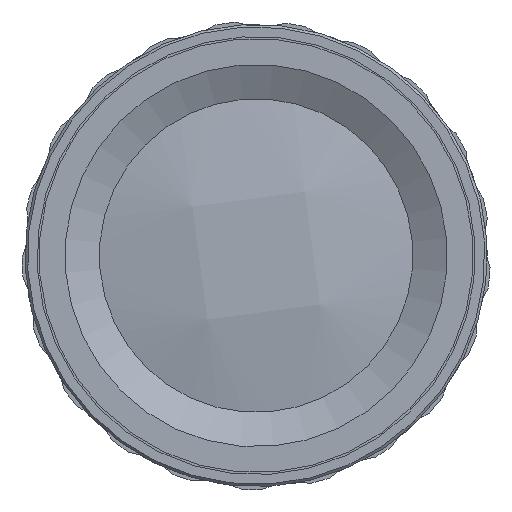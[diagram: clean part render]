
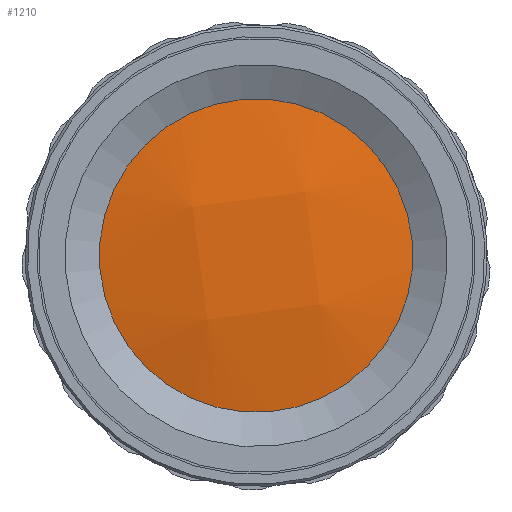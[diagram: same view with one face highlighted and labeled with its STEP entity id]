
A CAD part, left-side view. The second image highlights one B-rep face of the part: STEP entity #1210.
In plain terms, the highlighted free-form (B-spline) face has degree [3, 3] with [4, 4] control points.
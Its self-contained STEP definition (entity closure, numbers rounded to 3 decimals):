
#31 = CARTESIAN_POINT ( 'NONE',  ( -50.26, -16.184, 110.599 ) ) ;
#245 = EDGE_CURVE ( 'NONE', #1647, #1647, #3585, .T. ) ;
#308 = CARTESIAN_POINT ( 'NONE',  ( -50.24, -10.563, 152.961 ) ) ;
#337 = CARTESIAN_POINT ( 'NONE',  ( -50.288, 24.958, 105.144 ) ) ;
#411 = FACE_OUTER_BOUND ( 'NONE', #1287, .T. ) ;
#973 = CARTESIAN_POINT ( 'NONE',  ( -52.735, 7.247, 129. ) ) ;
#1092 = CARTESIAN_POINT ( 'NONE',  ( -56.798, 13.468, 120.91 ) ) ;
#1185 =( BOUNDED_SURFACE ( )  B_SPLINE_SURFACE ( 3, 3, ( 
 ( #31, #3994, #4415, #337 ),
 ( #2574, #2882, #1092, #1472 ),
 ( #3622, #2507, #1424, #2236 ),
 ( #308, #2936, #2909, #4396 ) ),
 .UNSPECIFIED., .F., .F., .T. ) 
 B_SPLINE_SURFACE_WITH_KNOTS ( ( 4, 4 ),
 ( 4, 4 ),
 ( 0., 1. ),
 ( 0., 1. ),
 .UNSPECIFIED. ) 
 GEOMETRIC_REPRESENTATION_ITEM ( )  RATIONAL_B_SPLINE_SURFACE ( (
 ( 1., 0.983, 0.983, 1.),
 ( 0.982, 0.965, 0.965, 0.982),
 ( 0.982, 0.965, 0.965, 0.982),
 ( 1., 0.983, 0.983, 1.) ) ) 
 REPRESENTATION_ITEM ( '' )  SURFACE ( )  );
#1210 = ADVANCED_FACE ( 'NONE', ( #411 ), #1185, .T. ) ;
#1287 = EDGE_LOOP ( 'NONE', ( #1497 ) ) ;
#1351 = DIRECTION ( 'NONE',  ( 0., 0.991, -0.131 ) ) ;
#1424 = CARTESIAN_POINT ( 'NONE',  ( -56.791, 15.374, 135.282 ) ) ;
#1472 = CARTESIAN_POINT ( 'NONE',  ( -53.496, 27.553, 119.042 ) ) ;
#1497 = ORIENTED_EDGE ( 'NONE', *, *, #245, .T. ) ;
#1647 = VERTEX_POINT ( 'NONE', #3031 ) ;
#1903 = AXIS2_PLACEMENT_3D ( 'NONE', #973, #4629, #1351 ) ;
#2236 = CARTESIAN_POINT ( 'NONE',  ( -53.489, 29.457, 133.415 ) ) ;
#2507 = CARTESIAN_POINT ( 'NONE',  ( -56.782, 0.915, 137.199 ) ) ;
#2574 = CARTESIAN_POINT ( 'NONE',  ( -53.468, -15.072, 124.694 ) ) ;
#2882 = CARTESIAN_POINT ( 'NONE',  ( -56.789, -0.992, 122.827 ) ) ;
#2909 = CARTESIAN_POINT ( 'NONE',  ( -53.454, 16.979, 149.309 ) ) ;
#2936 = CARTESIAN_POINT ( 'NONE',  ( -53.445, 3.025, 151.159 ) ) ;
#3031 = CARTESIAN_POINT ( 'NONE',  ( -52.735, 28.065, 126.24 ) ) ;
#3585 = CIRCLE ( 'NONE', #1903, 21. ) ;
#3622 = CARTESIAN_POINT ( 'NONE',  ( -53.461, -13.165, 139.066 ) ) ;
#3994 = CARTESIAN_POINT ( 'NONE',  ( -53.466, -2.594, 108.797 ) ) ;
#4396 = CARTESIAN_POINT ( 'NONE',  ( -50.267, 30.57, 147.507 ) ) ;
#4415 = CARTESIAN_POINT ( 'NONE',  ( -53.475, 11.363, 106.946 ) ) ;
#4629 = DIRECTION ( 'NONE',  ( -1., 0., 0. ) ) ;
